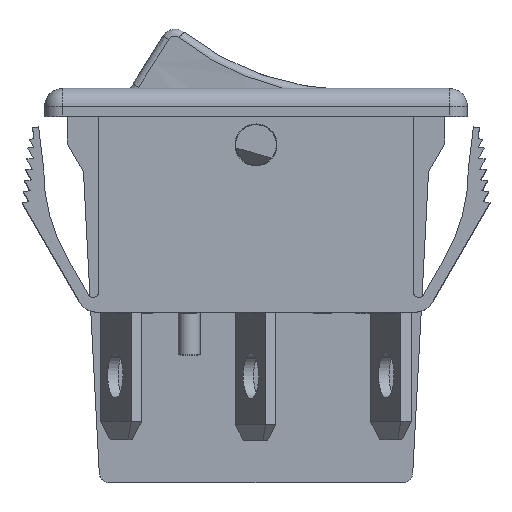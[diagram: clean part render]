
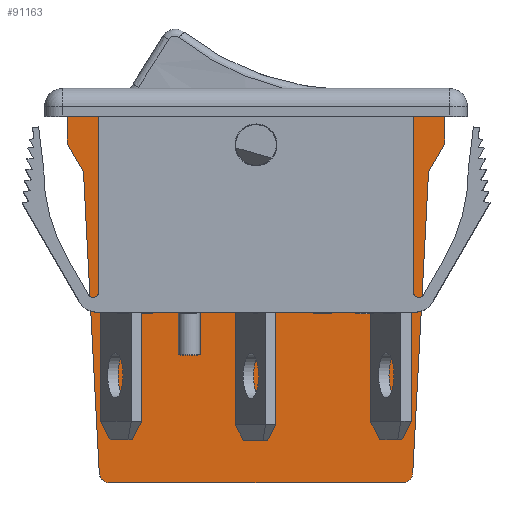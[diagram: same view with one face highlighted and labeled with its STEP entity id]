
A CAD part, top view. The second image highlights one B-rep face of the part: STEP entity #91163.
In plain terms, the highlighted planar face has unit normal (0, -0.018, 1).
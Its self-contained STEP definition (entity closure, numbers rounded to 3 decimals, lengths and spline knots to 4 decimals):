
#2094=ELLIPSE('',#99277,0.03,0.03);
#2095=ELLIPSE('',#99278,0.03,0.03);
#12467=FACE_OUTER_BOUND('',#17145,.T.);
#17145=EDGE_LOOP('',(#76599,#76600,#76601,#76602,#76603,#76604,#76605,#76606,
#76607,#76608,#76609,#76610,#76611,#76612));
#18440=LINE('',#123509,#25363);
#23202=LINE('',#162184,#30125);
#23209=LINE('',#162197,#30132);
#23212=LINE('',#162202,#30135);
#23222=LINE('',#162219,#30145);
#23741=LINE('',#163525,#30664);
#23743=LINE('',#163531,#30666);
#23744=LINE('',#163533,#30667);
#23745=LINE('',#163534,#30668);
#23746=LINE('',#163536,#30669);
#23747=LINE('',#163538,#30670);
#23748=LINE('',#163540,#30671);
#25363=VECTOR('',#100706,0.886);
#30125=VECTOR('',#118692,0.087);
#30132=VECTOR('',#118699,0.087);
#30135=VECTOR('',#118704,0.5511);
#30145=VECTOR('',#118720,0.5511);
#30664=VECTOR('',#119917,0.8214);
#30666=VECTOR('',#119923,0.8469);
#30667=VECTOR('',#119924,0.0901);
#30668=VECTOR('',#119925,0.078);
#30669=VECTOR('',#119926,0.078);
#30670=VECTOR('',#119927,0.0901);
#30671=VECTOR('',#119928,0.8469);
#32258=VERTEX_POINT('',#123505);
#32260=VERTEX_POINT('',#123508);
#39525=VERTEX_POINT('',#162180);
#39527=VERTEX_POINT('',#162183);
#39532=VERTEX_POINT('',#162194);
#39533=VERTEX_POINT('',#162196);
#39892=VERTEX_POINT('',#163522);
#39893=VERTEX_POINT('',#163524);
#39894=VERTEX_POINT('',#163528);
#39895=VERTEX_POINT('',#163530);
#39896=VERTEX_POINT('',#163532);
#39897=VERTEX_POINT('',#163535);
#39898=VERTEX_POINT('',#163537);
#39899=VERTEX_POINT('',#163539);
#41243=EDGE_CURVE('',#32258,#32260,#18440,.T.);
#51772=EDGE_CURVE('',#39527,#39525,#23202,.T.);
#51779=EDGE_CURVE('',#39532,#39533,#23209,.T.);
#51782=EDGE_CURVE('',#39525,#32260,#23212,.T.);
#51792=EDGE_CURVE('',#32258,#39533,#23222,.T.);
#52401=EDGE_CURVE('',#39893,#39892,#23741,.T.);
#52403=EDGE_CURVE('',#39892,#39894,#2094,.F.);
#52404=EDGE_CURVE('',#39894,#39895,#23743,.T.);
#52405=EDGE_CURVE('',#39895,#39896,#23744,.T.);
#52406=EDGE_CURVE('',#39527,#39896,#23745,.T.);
#52407=EDGE_CURVE('',#39897,#39532,#23746,.T.);
#52408=EDGE_CURVE('',#39897,#39898,#23747,.T.);
#52409=EDGE_CURVE('',#39898,#39899,#23748,.T.);
#52410=EDGE_CURVE('',#39899,#39893,#2095,.F.);
#76599=ORIENTED_EDGE('',*,*,#52401,.T.);
#76600=ORIENTED_EDGE('',*,*,#52403,.T.);
#76601=ORIENTED_EDGE('',*,*,#52404,.T.);
#76602=ORIENTED_EDGE('',*,*,#52405,.T.);
#76603=ORIENTED_EDGE('',*,*,#52406,.F.);
#76604=ORIENTED_EDGE('',*,*,#51772,.T.);
#76605=ORIENTED_EDGE('',*,*,#51782,.T.);
#76606=ORIENTED_EDGE('',*,*,#41243,.F.);
#76607=ORIENTED_EDGE('',*,*,#51792,.T.);
#76608=ORIENTED_EDGE('',*,*,#51779,.F.);
#76609=ORIENTED_EDGE('',*,*,#52407,.F.);
#76610=ORIENTED_EDGE('',*,*,#52408,.T.);
#76611=ORIENTED_EDGE('',*,*,#52409,.T.);
#76612=ORIENTED_EDGE('',*,*,#52410,.T.);
#82428=PLANE('',#99276);
#91163=ADVANCED_FACE('',(#12467),#82428,.F.);
#99276=AXIS2_PLACEMENT_3D('',#163527,#119919,#119920);
#99277=AXIS2_PLACEMENT_3D('',#163529,#119921,#119922);
#99278=AXIS2_PLACEMENT_3D('',#163541,#119929,#119930);
#100706=DIRECTION('',(1.,0.,0.));
#118692=DIRECTION('',(-1.,0.,0.));
#118699=DIRECTION('',(1.,0.,0.));
#118704=DIRECTION('',(0.,-1.,-0.018));
#118720=DIRECTION('',(0.,1.,0.018));
#119917=DIRECTION('',(1.,0.,0.));
#119919=DIRECTION('center_axis',(0.,0.018,-1.));
#119920=DIRECTION('ref_axis',(-1.,0.,0.));
#119921=DIRECTION('center_axis',(0.,0.018,-1.));
#119922=DIRECTION('ref_axis',(0.,1.,0.018));
#119923=DIRECTION('',(0.052,0.998,0.018));
#119924=DIRECTION('',(0.5,0.866,0.016));
#119925=DIRECTION('',(0.,-1.,-0.018));
#119926=DIRECTION('',(0.,1.,0.018));
#119927=DIRECTION('',(0.5,-0.866,-0.016));
#119928=DIRECTION('',(0.052,-0.998,-0.018));
#119929=DIRECTION('center_axis',(0.,0.018,-1.));
#119930=DIRECTION('ref_axis',(0.,-1.,-0.018));
#123505=CARTESIAN_POINT('',(-0.8558,-0.0444,0.0238));
#123508=CARTESIAN_POINT('',(0.0302,-0.0444,0.0238));
#123509=CARTESIAN_POINT('',(-0.8558,-0.0444,0.0238));
#162180=CARTESIAN_POINT('',(0.0302,0.5066,0.034));
#162183=CARTESIAN_POINT('',(0.1172,0.5066,0.034));
#162184=CARTESIAN_POINT('',(0.1172,0.5066,0.034));
#162194=CARTESIAN_POINT('',(-0.9428,0.5066,0.034));
#162196=CARTESIAN_POINT('',(-0.8558,0.5066,0.034));
#162197=CARTESIAN_POINT('',(-0.9428,0.5066,0.034));
#162202=CARTESIAN_POINT('',(0.0302,0.5066,0.034));
#162219=CARTESIAN_POINT('',(-0.8558,-0.0444,0.0238));
#163522=CARTESIAN_POINT('',(-0.0021,-0.5234,0.015));
#163524=CARTESIAN_POINT('',(-0.8235,-0.5234,0.015));
#163525=CARTESIAN_POINT('',(-0.8235,-0.5234,0.015));
#163527=CARTESIAN_POINT('Origin',(-0.9428,0.5066,
0.034));
#163528=CARTESIAN_POINT('',(0.0279,-0.495,0.0155));
#163529=CARTESIAN_POINT('Origin',(-0.0021,-0.4934,
0.0156));
#163530=CARTESIAN_POINT('',(0.0722,0.3506,0.0311));
#163531=CARTESIAN_POINT('',(0.0279,-0.495,0.0155));
#163532=CARTESIAN_POINT('',(0.1172,0.4286,0.0326));
#163533=CARTESIAN_POINT('',(0.0722,0.3506,0.0311));
#163534=CARTESIAN_POINT('',(0.1172,0.5066,0.034));
#163535=CARTESIAN_POINT('',(-0.9428,0.4286,0.0326));
#163536=CARTESIAN_POINT('',(-0.9428,0.4286,0.0326));
#163537=CARTESIAN_POINT('',(-0.8977,0.3506,0.0311));
#163538=CARTESIAN_POINT('',(-0.9428,0.4286,0.0326));
#163539=CARTESIAN_POINT('',(-0.8534,-0.495,0.0155));
#163540=CARTESIAN_POINT('',(-0.8977,0.3506,0.0311));
#163541=CARTESIAN_POINT('Origin',(-0.8235,-0.4934,
0.0156));
